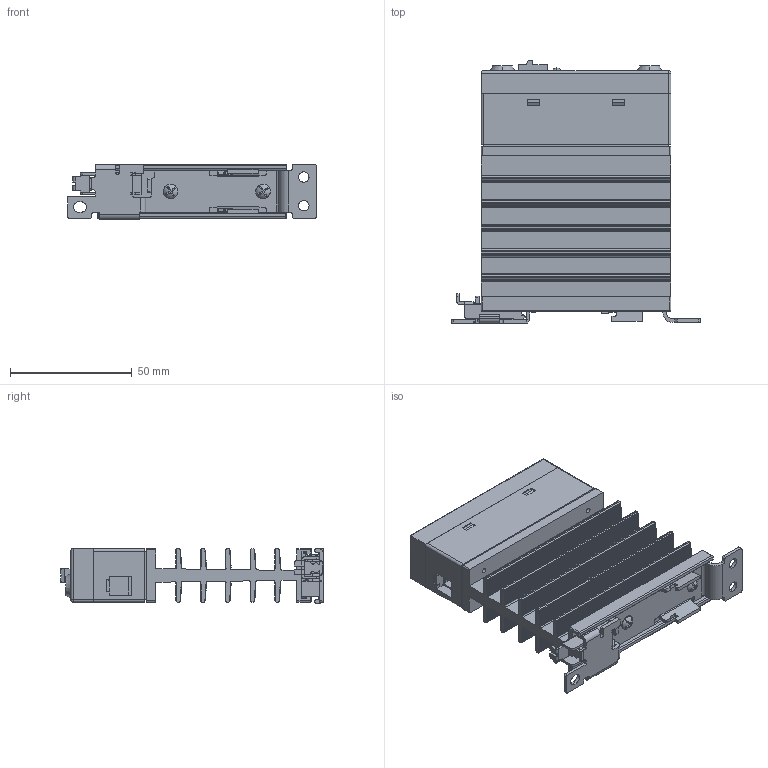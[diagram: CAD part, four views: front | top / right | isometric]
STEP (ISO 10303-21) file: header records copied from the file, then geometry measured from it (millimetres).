
FILE_DESCRIPTION (( 'STEP AP214' ), '1' );
FILE_NAME ('CDGS230704GM(²å¼þ±ä).STEP', '2023-07-04T02:43:31', ( '' ), ( 'Microsoft' ), 'SwSTEP 2.0', 'SolidWorks 2014', '' );
FILE_SCHEMA (( 'AUTOMOTIVE_DESIGN' ));
Length unit declared in the file: millimetre
Products named in the file (18): 嘐隅殤鼠耀; 散热器公模; 脣璃1; 脣璃2; 嘐隅殤2; 蹟隊; 菜輸; ͭƬ; ͭƬ1; 盄繚啣; 啋璃媼; 啋璃珨; 奻裔; 菁釱; 褲极; CDGS230704GM(脣璃曹); XJ3-D絳嫖翐; 蹟隊M2.5
Assembly tree (22 placements, depth 2):
  CDGS230704GM(脣璃曹)
    褲极
    菁釱
    奻裔
    啋璃珨
    啋璃媼
    盄繚啣
    ͭƬ1
    ͭƬ
    菜輸  x2
    蹟隊  x2
    嘐隅殤2
    脣璃2
    脣璃1
    散热器公模
    嘐隅殤鼠耀
    蹟隊M2.5  x4
    XJ3-D絳嫖翐
Bounding box: 102.3 x 107.9 x 22.5 mm (x, y, z)
Volume: 76066.8 mm3; surface area: 73751.8 mm2
Topology: 22 solids, 22 shells, 1566 faces, 4394 edges, 2898 vertices
Faces by surface type: plane 768, cylinder 738, cone 24, torus 20, bspline 11, sphere 5
Entity records: 56222 total; most frequent: CARTESIAN_POINT 8957, DIRECTION 8612, ORIENTED_EDGE 8328, EDGE_CURVE 4164, AXIS2_PLACEMENT_3D 3007, VERTEX_POINT 2754, LINE 2598, VECTOR 2598
